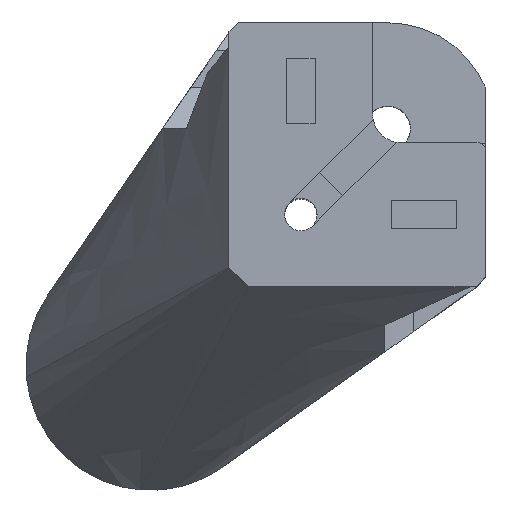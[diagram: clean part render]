
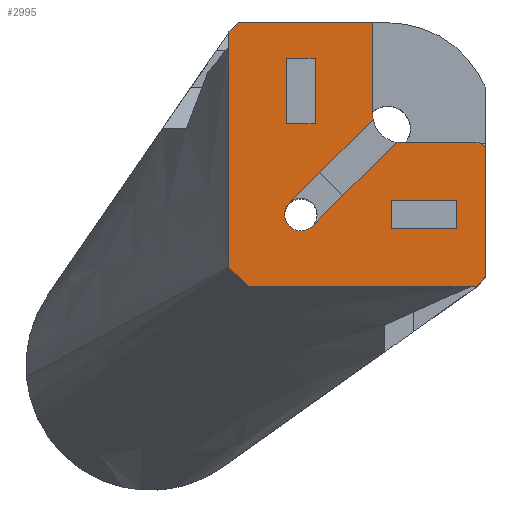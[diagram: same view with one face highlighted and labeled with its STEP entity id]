
A CAD part, top view. The second image highlights one B-rep face of the part: STEP entity #2995.
In plain terms, the highlighted planar face has unit normal (0, 0, 1).
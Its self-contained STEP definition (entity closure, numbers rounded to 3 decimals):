
#42=FACE_BOUND('',#422,.T.);
#43=FACE_BOUND('',#423,.T.);
#116=PLANE('',#3202);
#261=FACE_OUTER_BOUND('',#421,.T.);
#421=EDGE_LOOP('',(#2556,#2557,#2558,#2559,#2560,#2561,#2562,#2563,#2564,
#2565,#2566,#2567,#2568,#2569,#2570,#2571,#2572));
#422=EDGE_LOOP('',(#2573,#2574,#2575,#2576));
#423=EDGE_LOOP('',(#2577,#2578,#2579,#2580));
#465=CIRCLE('',#3111,1.7);
#476=CIRCLE('',#3156,3.);
#477=CIRCLE('',#3164,0.8);
#488=CIRCLE('',#3203,3.);
#737=LINE('',#21299,#988);
#738=LINE('',#21302,#989);
#752=LINE('',#21336,#1003);
#766=LINE('',#21370,#1017);
#773=LINE('',#21389,#1024);
#778=LINE('',#21399,#1029);
#786=LINE('',#21416,#1037);
#787=LINE('',#21419,#1038);
#797=LINE('',#21439,#1048);
#817=LINE('',#21524,#1068);
#819=LINE('',#21528,#1070);
#822=LINE('',#21534,#1073);
#824=LINE('',#21538,#1075);
#833=LINE('',#21613,#1084);
#840=LINE('',#21629,#1091);
#842=LINE('',#21633,#1093);
#844=LINE('',#21636,#1095);
#845=LINE('',#21638,#1096);
#867=LINE('',#22109,#1118);
#868=LINE('',#22111,#1119);
#869=LINE('',#22112,#1120);
#988=VECTOR('',#3481,10.);
#989=VECTOR('',#3484,10.);
#1003=VECTOR('',#3516,10.);
#1017=VECTOR('',#3548,10.);
#1024=VECTOR('',#3567,10.);
#1029=VECTOR('',#3574,10.);
#1037=VECTOR('',#3588,10.);
#1038=VECTOR('',#3591,10.);
#1048=VECTOR('',#3605,10.);
#1068=VECTOR('',#3637,10.);
#1070=VECTOR('',#3641,10.);
#1073=VECTOR('',#3646,10.);
#1075=VECTOR('',#3650,10.);
#1084=VECTOR('',#3667,10.);
#1091=VECTOR('',#3688,10.);
#1093=VECTOR('',#3692,10.);
#1095=VECTOR('',#3696,10.);
#1096=VECTOR('',#3699,10.);
#1118=VECTOR('',#3791,10.);
#1119=VECTOR('',#3792,10.);
#1120=VECTOR('',#3793,10.);
#1319=VERTEX_POINT('',#21286);
#1320=VERTEX_POINT('',#21287);
#1324=VERTEX_POINT('',#21297);
#1325=VERTEX_POINT('',#21301);
#1336=VERTEX_POINT('',#21335);
#1347=VERTEX_POINT('',#21369);
#1351=VERTEX_POINT('',#21383);
#1353=VERTEX_POINT('',#21387);
#1357=VERTEX_POINT('',#21397);
#1361=VERTEX_POINT('',#21410);
#1363=VERTEX_POINT('',#21414);
#1364=VERTEX_POINT('',#21418);
#1371=VERTEX_POINT('',#21436);
#1372=VERTEX_POINT('',#21438);
#1392=VERTEX_POINT('',#21521);
#1393=VERTEX_POINT('',#21523);
#1394=VERTEX_POINT('',#21527);
#1395=VERTEX_POINT('',#21531);
#1396=VERTEX_POINT('',#21533);
#1397=VERTEX_POINT('',#21537);
#1406=VERTEX_POINT('',#21612);
#1408=VERTEX_POINT('',#21628);
#1409=VERTEX_POINT('',#21632);
#1435=VERTEX_POINT('',#22108);
#1436=VERTEX_POINT('',#22110);
#1683=EDGE_CURVE('',#1319,#1320,#465,.T.);
#1689=EDGE_CURVE('',#1319,#1324,#737,.T.);
#1690=EDGE_CURVE('',#1325,#1320,#738,.T.);
#1707=EDGE_CURVE('',#1324,#1336,#752,.T.);
#1724=EDGE_CURVE('',#1347,#1325,#766,.T.);
#1733=EDGE_CURVE('',#1351,#1353,#773,.T.);
#1738=EDGE_CURVE('',#1353,#1357,#778,.T.);
#1746=EDGE_CURVE('',#1361,#1363,#786,.T.);
#1747=EDGE_CURVE('',#1364,#1361,#787,.T.);
#1757=EDGE_CURVE('',#1372,#1371,#797,.T.);
#1781=EDGE_CURVE('',#1393,#1392,#817,.T.);
#1783=EDGE_CURVE('',#1394,#1393,#819,.T.);
#1786=EDGE_CURVE('',#1396,#1395,#822,.T.);
#1788=EDGE_CURVE('',#1397,#1396,#824,.T.);
#1790=EDGE_CURVE('',#1347,#1371,#476,.T.);
#1801=EDGE_CURVE('',#1406,#1364,#833,.T.);
#1809=EDGE_CURVE('',#1357,#1372,#477,.T.);
#1810=EDGE_CURVE('',#1408,#1397,#840,.T.);
#1812=EDGE_CURVE('',#1409,#1394,#842,.T.);
#1814=EDGE_CURVE('',#1392,#1409,#844,.T.);
#1815=EDGE_CURVE('',#1395,#1408,#845,.T.);
#1867=EDGE_CURVE('',#1406,#1336,#488,.T.);
#1868=EDGE_CURVE('',#1435,#1363,#867,.T.);
#1869=EDGE_CURVE('',#1436,#1435,#868,.T.);
#1870=EDGE_CURVE('',#1351,#1436,#869,.T.);
#2556=ORIENTED_EDGE('',*,*,#1867,.F.);
#2557=ORIENTED_EDGE('',*,*,#1801,.T.);
#2558=ORIENTED_EDGE('',*,*,#1747,.T.);
#2559=ORIENTED_EDGE('',*,*,#1746,.T.);
#2560=ORIENTED_EDGE('',*,*,#1868,.F.);
#2561=ORIENTED_EDGE('',*,*,#1869,.F.);
#2562=ORIENTED_EDGE('',*,*,#1870,.F.);
#2563=ORIENTED_EDGE('',*,*,#1733,.T.);
#2564=ORIENTED_EDGE('',*,*,#1738,.T.);
#2565=ORIENTED_EDGE('',*,*,#1809,.T.);
#2566=ORIENTED_EDGE('',*,*,#1757,.T.);
#2567=ORIENTED_EDGE('',*,*,#1790,.F.);
#2568=ORIENTED_EDGE('',*,*,#1724,.T.);
#2569=ORIENTED_EDGE('',*,*,#1690,.T.);
#2570=ORIENTED_EDGE('',*,*,#1683,.F.);
#2571=ORIENTED_EDGE('',*,*,#1689,.T.);
#2572=ORIENTED_EDGE('',*,*,#1707,.T.);
#2573=ORIENTED_EDGE('',*,*,#1786,.T.);
#2574=ORIENTED_EDGE('',*,*,#1815,.T.);
#2575=ORIENTED_EDGE('',*,*,#1810,.T.);
#2576=ORIENTED_EDGE('',*,*,#1788,.T.);
#2577=ORIENTED_EDGE('',*,*,#1781,.T.);
#2578=ORIENTED_EDGE('',*,*,#1814,.T.);
#2579=ORIENTED_EDGE('',*,*,#1812,.T.);
#2580=ORIENTED_EDGE('',*,*,#1783,.T.);
#2995=ADVANCED_FACE('',(#261,#42,#43),#116,.T.);
#3111=AXIS2_PLACEMENT_3D('',#21288,#3471,#3472);
#3156=AXIS2_PLACEMENT_3D('',#21541,#3654,#3655);
#3164=AXIS2_PLACEMENT_3D('',#21626,#3684,#3685);
#3202=AXIS2_PLACEMENT_3D('',#22106,#3787,#3788);
#3203=AXIS2_PLACEMENT_3D('',#22107,#3789,#3790);
#3471=DIRECTION('center_axis',(0.,0.,1.));
#3472=DIRECTION('ref_axis',(0.705,-0.709,0.));
#3481=DIRECTION('',(0.709,0.705,0.));
#3484=DIRECTION('',(-0.709,-0.705,0.));
#3516=DIRECTION('',(0.709,0.705,0.));
#3548=DIRECTION('',(-0.709,-0.705,0.));
#3567=DIRECTION('',(0.707,0.707,0.));
#3574=DIRECTION('',(0.,1.,0.));
#3588=DIRECTION('',(-0.707,-0.707,0.));
#3591=DIRECTION('',(-1.,0.,0.));
#3605=DIRECTION('',(-1.,0.,0.));
#3637=DIRECTION('',(0.,-1.,0.));
#3641=DIRECTION('',(1.,0.,0.));
#3646=DIRECTION('',(-1.,0.,0.));
#3650=DIRECTION('',(0.,-1.,0.));
#3654=DIRECTION('center_axis',(0.,0.,
1.));
#3655=DIRECTION('ref_axis',(0.,-1.,0.));
#3667=DIRECTION('',(0.,1.,0.));
#3684=DIRECTION('center_axis',(0.,0.,
1.));
#3685=DIRECTION('ref_axis',(0.,1.,0.));
#3688=DIRECTION('',(1.,0.,0.));
#3692=DIRECTION('',(0.,1.,0.));
#3696=DIRECTION('',(-1.,0.,0.));
#3699=DIRECTION('',(0.,1.,0.));
#3787=DIRECTION('center_axis',(0.,0.,1.));
#3788=DIRECTION('ref_axis',(-1.,0.,0.));
#3789=DIRECTION('center_axis',(0.,0.,
1.));
#3790=DIRECTION('ref_axis',(-0.981,-0.194,0.));
#3791=DIRECTION('',(0.,1.,0.));
#3792=DIRECTION('',(-0.707,0.707,0.));
#3793=DIRECTION('',(-1.,0.,0.));
#21286=CARTESIAN_POINT('',(2039.886,227.916,64.2));
#21287=CARTESIAN_POINT('',(2042.284,225.505,64.2));
#21288=CARTESIAN_POINT('Origin',(2041.085,226.711,64.2));
#21297=CARTESIAN_POINT('',(2043.076,231.09,64.2));
#21299=CARTESIAN_POINT('',(2039.886,227.916,64.2));
#21301=CARTESIAN_POINT('',(2045.474,228.679,64.2));
#21302=CARTESIAN_POINT('',(2045.474,228.679,64.2));
#21335=CARTESIAN_POINT('',(2048.643,236.628,64.2));
#21336=CARTESIAN_POINT('',(2043.076,231.09,64.2));
#21369=CARTESIAN_POINT('',(2051.077,234.254,64.2));
#21370=CARTESIAN_POINT('',(2051.077,234.254,64.2));
#21383=CARTESIAN_POINT('',(2059.385,219.211,64.2));
#21387=CARTESIAN_POINT('',(2060.385,220.211,64.2));
#21389=CARTESIAN_POINT('',(2059.385,219.211,64.2));
#21397=CARTESIAN_POINT('',(2060.385,233.411,64.2));
#21399=CARTESIAN_POINT('',(2060.385,220.211,64.2));
#21410=CARTESIAN_POINT('',(2034.585,246.811,64.2));
#21414=CARTESIAN_POINT('',(2033.585,245.811,64.2));
#21416=CARTESIAN_POINT('',(2034.585,246.811,64.2));
#21418=CARTESIAN_POINT('',(2048.585,246.811,64.2));
#21419=CARTESIAN_POINT('',(2048.585,246.811,64.2));
#21436=CARTESIAN_POINT('',(2051.585,234.211,64.2));
#21438=CARTESIAN_POINT('',(2059.585,234.211,64.2));
#21439=CARTESIAN_POINT('',(2059.585,234.211,64.2));
#21521=CARTESIAN_POINT('',(2057.385,225.211,64.2));
#21523=CARTESIAN_POINT('',(2057.385,228.211,64.2));
#21524=CARTESIAN_POINT('',(2057.385,228.211,64.2));
#21527=CARTESIAN_POINT('',(2050.585,228.211,64.2));
#21528=CARTESIAN_POINT('',(2050.585,228.211,64.2));
#21531=CARTESIAN_POINT('',(2039.585,236.211,64.2));
#21533=CARTESIAN_POINT('',(2042.585,236.211,64.2));
#21534=CARTESIAN_POINT('',(2042.585,236.211,64.2));
#21537=CARTESIAN_POINT('',(2042.585,243.011,64.2));
#21538=CARTESIAN_POINT('',(2042.585,243.011,64.2));
#21541=CARTESIAN_POINT('Origin',(2051.585,237.211,64.2));
#21612=CARTESIAN_POINT('',(2048.585,237.211,64.2));
#21613=CARTESIAN_POINT('',(2048.585,237.211,64.2));
#21626=CARTESIAN_POINT('Origin',(2059.585,233.411,64.2));
#21628=CARTESIAN_POINT('',(2039.585,243.011,64.2));
#21629=CARTESIAN_POINT('',(2039.585,243.011,64.2));
#21632=CARTESIAN_POINT('',(2050.585,225.211,64.2));
#21633=CARTESIAN_POINT('',(2050.585,225.211,64.2));
#21636=CARTESIAN_POINT('',(2057.385,225.211,64.2));
#21638=CARTESIAN_POINT('',(2039.585,236.211,64.2));
#22106=CARTESIAN_POINT('Origin',(2030.785,249.691,64.2));
#22107=CARTESIAN_POINT('Origin',(2051.585,237.211,64.2));
#22108=CARTESIAN_POINT('',(2033.585,221.211,64.2));
#22109=CARTESIAN_POINT('',(2033.585,221.211,64.2));
#22110=CARTESIAN_POINT('',(2035.585,219.211,64.2));
#22111=CARTESIAN_POINT('',(2035.585,219.211,64.2));
#22112=CARTESIAN_POINT('',(2059.385,219.211,64.2));
